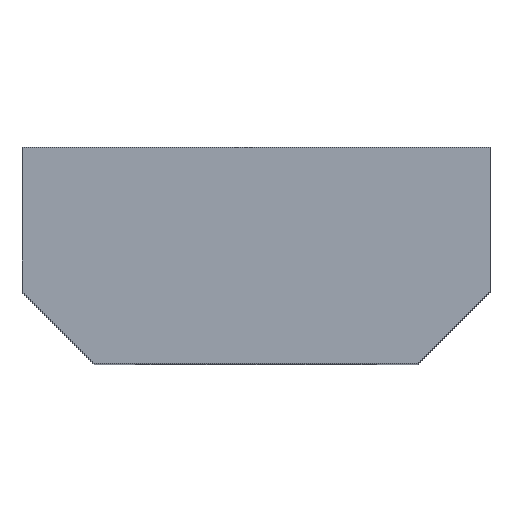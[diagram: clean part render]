
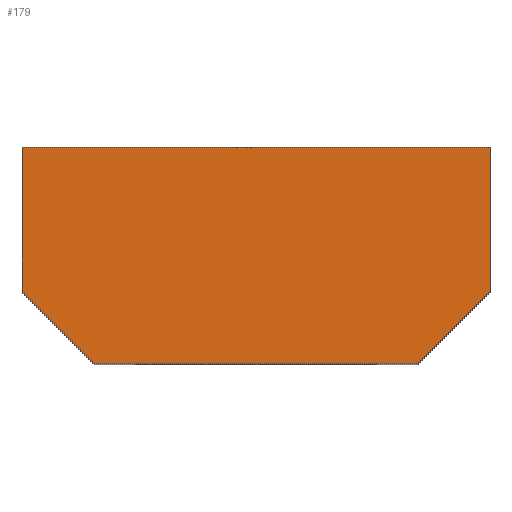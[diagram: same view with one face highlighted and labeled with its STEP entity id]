
A CAD part, top view. The second image highlights one B-rep face of the part: STEP entity #179.
In plain terms, the highlighted planar face has unit normal (0, 0, 1).
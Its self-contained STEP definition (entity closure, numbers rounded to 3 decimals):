
#23 = VECTOR ( 'NONE', #41, 1000. ) ;
#24 = VECTOR ( 'NONE', #69, 1000. ) ;
#28 = VECTOR ( 'NONE', #71, 1000. ) ;
#29 = VECTOR ( 'NONE', #61, 1000. ) ;
#30 = AXIS2_PLACEMENT_3D ( 'NONE', #73, #74, #75 ) ;
#33 = VECTOR ( 'NONE', #59, 1000. ) ;
#39 = CARTESIAN_POINT ( 'NONE',  ( -6.5, 0., 12.5 ) ) ;
#41 = DIRECTION ( 'NONE',  ( -1., 0., 0. ) ) ;
#59 = DIRECTION ( 'NONE',  ( 1., 0., 0. ) ) ;
#60 = CARTESIAN_POINT ( 'NONE',  ( -4.5, -6., 12.5 ) ) ;
#61 = DIRECTION ( 'NONE',  ( 0., 1., 0. ) ) ;
#62 = CARTESIAN_POINT ( 'NONE',  ( 6.5, 0., 12.5 ) ) ;
#68 = CARTESIAN_POINT ( 'NONE',  ( -6.5, 0., 12.5 ) ) ;
#69 = DIRECTION ( 'NONE',  ( 0., -1., 0. ) ) ;
#70 = CARTESIAN_POINT ( 'NONE',  ( 6.5, -4., 12.5 ) ) ;
#71 = DIRECTION ( 'NONE',  ( 0.707, 0.707, 0. ) ) ;
#72 = PLANE ( 'NONE',  #30 ) ;
#73 = CARTESIAN_POINT ( 'NONE',  ( -6.5, -6., 12.5 ) ) ;
#74 = DIRECTION ( 'NONE',  ( 0., 0., 1. ) ) ;
#75 = DIRECTION ( 'NONE',  ( 1., 0., 0. ) ) ;
#113 = CARTESIAN_POINT ( 'NONE',  ( -6.5, -4., 12.5 ) ) ;
#114 = DIRECTION ( 'NONE',  ( 0.707, -0.707, 0. ) ) ;
#124 = CARTESIAN_POINT ( 'NONE',  ( 6.5, 0., 12.5 ) ) ;
#127 = CARTESIAN_POINT ( 'NONE',  ( 6.5, -4., 12.5 ) ) ;
#128 = CARTESIAN_POINT ( 'NONE',  ( 4.5, -6., 12.5 ) ) ;
#130 = CARTESIAN_POINT ( 'NONE',  ( -4.5, -6., 12.5 ) ) ;
#132 = CARTESIAN_POINT ( 'NONE',  ( -6.5, 0., 12.5 ) ) ;
#133 = CARTESIAN_POINT ( 'NONE',  ( -6.5, -4., 12.5 ) ) ;
#168 = EDGE_CURVE ( 'NONE', #209, #206, #285, .T. ) ;
#169 = EDGE_CURVE ( 'NONE', #212, #210, #287, .T. ) ;
#171 = EDGE_CURVE ( 'NONE', #214, #215, #282, .T. ) ;
#176 = EDGE_CURVE ( 'NONE', #206, #214, #296, .T. ) ;
#178 = EDGE_CURVE ( 'NONE', #210, #209, #297, .T. ) ;
#179 = ADVANCED_FACE ( 'NONE', ( #313 ), #72, .T. ) ;
#195 = EDGE_CURVE ( 'NONE', #215, #212, #299, .T. ) ;
#206 = VERTEX_POINT ( 'NONE', #124 ) ;
#209 = VERTEX_POINT ( 'NONE', #127 ) ;
#210 = VERTEX_POINT ( 'NONE', #128 ) ;
#212 = VERTEX_POINT ( 'NONE', #130 ) ;
#214 = VERTEX_POINT ( 'NONE', #132 ) ;
#215 = VERTEX_POINT ( 'NONE', #133 ) ;
#224 = EDGE_LOOP ( 'NONE', ( #254, #273, #264, #252, #270, #272 ) ) ;
#252 = ORIENTED_EDGE ( 'NONE', *, *, #178, .T. ) ;
#254 = ORIENTED_EDGE ( 'NONE', *, *, #171, .T. ) ;
#264 = ORIENTED_EDGE ( 'NONE', *, *, #169, .T. ) ;
#270 = ORIENTED_EDGE ( 'NONE', *, *, #168, .T. ) ;
#272 = ORIENTED_EDGE ( 'NONE', *, *, #176, .T. ) ;
#273 = ORIENTED_EDGE ( 'NONE', *, *, #195, .T. ) ;
#282 = LINE ( 'NONE', #68, #24 ) ;
#285 = LINE ( 'NONE', #62, #29 ) ;
#287 = LINE ( 'NONE', #60, #33 ) ;
#296 = LINE ( 'NONE', #39, #23 ) ;
#297 = LINE ( 'NONE', #70, #28 ) ;
#299 = LINE ( 'NONE', #113, #362 ) ;
#313 = FACE_OUTER_BOUND ( 'NONE', #224, .T. ) ;
#362 = VECTOR ( 'NONE', #114, 1000. ) ;
